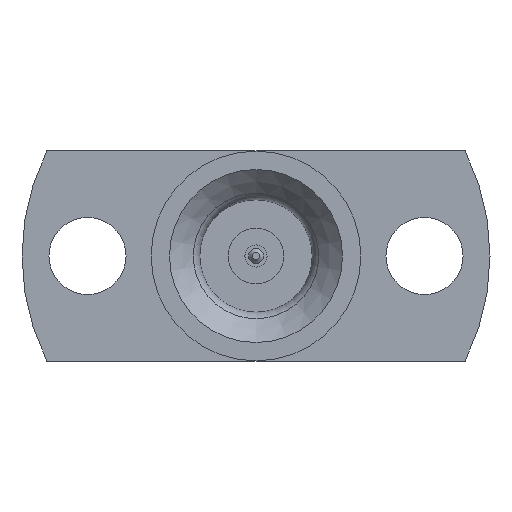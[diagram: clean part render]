
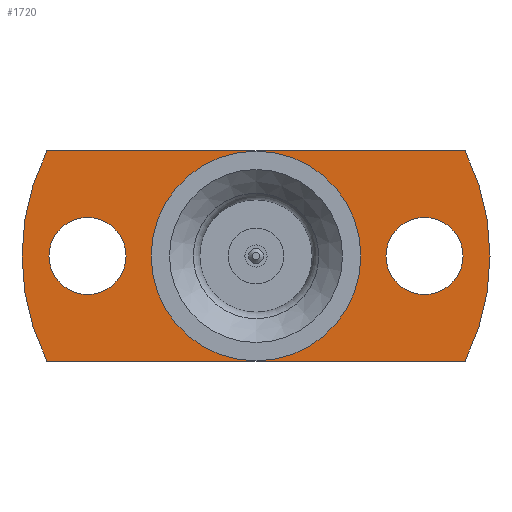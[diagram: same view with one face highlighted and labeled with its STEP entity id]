
A CAD part, left-side view. The second image highlights one B-rep face of the part: STEP entity #1720.
In plain terms, the highlighted planar face has unit normal (-1, 0, 0).
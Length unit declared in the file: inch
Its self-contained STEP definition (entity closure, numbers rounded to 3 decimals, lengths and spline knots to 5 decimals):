
#10 = EDGE_CURVE ( 'NONE', #391, #777, #930, .T. ) ;
#141 = VERTEX_POINT ( 'NONE', #947 ) ;
#192 = DIRECTION ( 'NONE',  ( 1., 0., 0. ) ) ;
#237 = EDGE_LOOP ( 'NONE', ( #1258 ) ) ;
#242 = CARTESIAN_POINT ( 'NONE',  ( 0.165, -0.27913, 0.1405 ) ) ;
#253 = AXIS2_PLACEMENT_3D ( 'NONE', #281, #1917, #582 ) ;
#269 = ORIENTED_EDGE ( 'NONE', *, *, #1215, .F. ) ;
#281 = CARTESIAN_POINT ( 'NONE',  ( 0.165, 0., 0. ) ) ;
#293 = EDGE_CURVE ( 'NONE', #1714, #1456, #1883, .T. ) ;
#302 = AXIS2_PLACEMENT_3D ( 'NONE', #1984, #700, #1041 ) ;
#345 = VERTEX_POINT ( 'NONE', #1656 ) ;
#351 = PLANE ( 'NONE',  #2063 ) ;
#382 = FACE_OUTER_BOUND ( 'NONE', #1962, .T. ) ;
#391 = VERTEX_POINT ( 'NONE', #816 ) ;
#468 = EDGE_CURVE ( 'NONE', #391, #1456, #789, .T. ) ;
#567 = CARTESIAN_POINT ( 'NONE',  ( 0.165, 0.14, 0.1405 ) ) ;
#582 = DIRECTION ( 'NONE',  ( 0., 0., 1. ) ) ;
#603 = ORIENTED_EDGE ( 'NONE', *, *, #293, .F. ) ;
#626 = EDGE_CURVE ( 'NONE', #141, #141, #1802, .T. ) ;
#627 = ORIENTED_EDGE ( 'NONE', *, *, #1110, .T. ) ;
#667 = CARTESIAN_POINT ( 'NONE',  ( 0.165, 0.225, 0. ) ) ;
#672 = EDGE_LOOP ( 'NONE', ( #269 ) ) ;
#700 = DIRECTION ( 'NONE',  ( -1., 0., 0. ) ) ;
#722 = FACE_BOUND ( 'NONE', #672, .T. ) ;
#777 = VERTEX_POINT ( 'NONE', #242 ) ;
#782 = EDGE_LOOP ( 'NONE', ( #1925 ) ) ;
#789 = CIRCLE ( 'NONE', #1342, 0.3125 ) ;
#816 = CARTESIAN_POINT ( 'NONE',  ( 0.165, 0.27913, 0.1405 ) ) ;
#854 = CARTESIAN_POINT ( 'NONE',  ( 0.165, -0.27913, -0.1405 ) ) ;
#855 = ORIENTED_EDGE ( 'NONE', *, *, #10, .F. ) ;
#882 = CIRCLE ( 'NONE', #253, 0.3125 ) ;
#930 = LINE ( 'NONE', #567, #1748 ) ;
#947 = CARTESIAN_POINT ( 'NONE',  ( 0.165, 0.225, 0.0515 ) ) ;
#1013 = DIRECTION ( 'NONE',  ( 0., 1., 0. ) ) ;
#1028 = FACE_BOUND ( 'NONE', #237, .T. ) ;
#1036 = ORIENTED_EDGE ( 'NONE', *, *, #468, .T. ) ;
#1041 = DIRECTION ( 'NONE',  ( 0., 0., 1. ) ) ;
#1110 = EDGE_CURVE ( 'NONE', #1714, #777, #882, .T. ) ;
#1146 = CARTESIAN_POINT ( 'NONE',  ( 0.165, 0., 0. ) ) ;
#1185 = DIRECTION ( 'NONE',  ( -1., 0., 0. ) ) ;
#1197 = DIRECTION ( 'NONE',  ( -1., 0., 0. ) ) ;
#1215 = EDGE_CURVE ( 'NONE', #1860, #1860, #1415, .T. ) ;
#1258 = ORIENTED_EDGE ( 'NONE', *, *, #2036, .F. ) ;
#1342 = AXIS2_PLACEMENT_3D ( 'NONE', #1146, #1445, #1957 ) ;
#1357 = CARTESIAN_POINT ( 'NONE',  ( 0.165, 0.14, -0.1405 ) ) ;
#1384 = DIRECTION ( 'NONE',  ( 0., 0., -1. ) ) ;
#1406 = AXIS2_PLACEMENT_3D ( 'NONE', #1568, #1197, #2066 ) ;
#1415 = CIRCLE ( 'NONE', #302, 0.0515 ) ;
#1441 = CIRCLE ( 'NONE', #1406, 0.14 ) ;
#1445 = DIRECTION ( 'NONE',  ( -1., 0., 0. ) ) ;
#1456 = VERTEX_POINT ( 'NONE', #1851 ) ;
#1480 = CARTESIAN_POINT ( 'NONE',  ( 0.165, -0.225, 0.0515 ) ) ;
#1541 = CARTESIAN_POINT ( 'NONE',  ( 0.165, 0.14, 0. ) ) ;
#1568 = CARTESIAN_POINT ( 'NONE',  ( 0.165, 0., 0. ) ) ;
#1595 = VECTOR ( 'NONE', #1013, 39.37008 ) ;
#1656 = CARTESIAN_POINT ( 'NONE',  ( 0.165, 0., 0.14 ) ) ;
#1693 = FACE_BOUND ( 'NONE', #782, .T. ) ;
#1714 = VERTEX_POINT ( 'NONE', #854 ) ;
#1720 = ADVANCED_FACE ( 'NONE', ( #1693, #1028, #382, #722 ), #351, .F. ) ;
#1748 = VECTOR ( 'NONE', #1909, 39.37008 ) ;
#1802 = CIRCLE ( 'NONE', #2097, 0.0515 ) ;
#1849 = DIRECTION ( 'NONE',  ( 0., 0., 1. ) ) ;
#1851 = CARTESIAN_POINT ( 'NONE',  ( 0.165, 0.27913, -0.1405 ) ) ;
#1860 = VERTEX_POINT ( 'NONE', #1480 ) ;
#1883 = LINE ( 'NONE', #1357, #1595 ) ;
#1909 = DIRECTION ( 'NONE',  ( 0., -1., 0. ) ) ;
#1917 = DIRECTION ( 'NONE',  ( -1., 0., 0. ) ) ;
#1925 = ORIENTED_EDGE ( 'NONE', *, *, #626, .F. ) ;
#1957 = DIRECTION ( 'NONE',  ( 0., 0., 1. ) ) ;
#1962 = EDGE_LOOP ( 'NONE', ( #603, #627, #855, #1036 ) ) ;
#1984 = CARTESIAN_POINT ( 'NONE',  ( 0.165, -0.225, 0. ) ) ;
#2036 = EDGE_CURVE ( 'NONE', #345, #345, #1441, .T. ) ;
#2063 = AXIS2_PLACEMENT_3D ( 'NONE', #1541, #192, #1384 ) ;
#2066 = DIRECTION ( 'NONE',  ( 0., 0., 1. ) ) ;
#2097 = AXIS2_PLACEMENT_3D ( 'NONE', #667, #1185, #1849 ) ;
